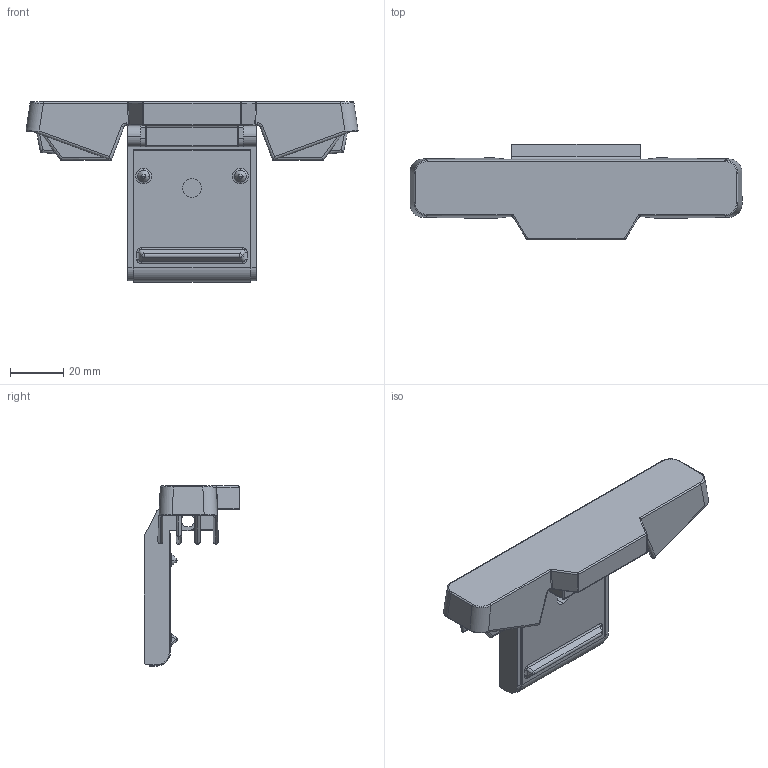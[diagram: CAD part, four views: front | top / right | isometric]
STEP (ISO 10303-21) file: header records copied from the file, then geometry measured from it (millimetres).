
FILE_DESCRIPTION (( 'STEP AP214' ), '1' );
FILE_NAME ('RealSense.STEP', '2017-08-28T05:09:00', ( '' ), ( '' ), 'SwSTEP 2.0', 'SolidWorks 2016', '' );
FILE_SCHEMA (( 'AUTOMOTIVE_DESIGN' ));
Length unit declared in the file: millimetre
Products named in the file (3): RealSense; RealSense Base; RealSense Body
Assembly tree (2 placements, depth 2):
  RealSense
    RealSense Body
    RealSense Base
Bounding box: 125.22 x 36.09 x 68 mm (x, y, z)
Volume: 62843 mm3; surface area: 23171.5 mm2
Topology: 2 solids, 2 shells, 335 faces, 816 edges, 477 vertices
Faces by surface type: cylinder 154, plane 70, bspline 57, torus 34, sphere 16, cone 4
Entity records: 10823 total; most frequent: CARTESIAN_POINT 3492, ORIENTED_EDGE 1594, DIRECTION 1484, EDGE_CURVE 797, AXIS2_PLACEMENT_3D 581, VERTEX_POINT 475, EDGE_LOOP 354, ADVANCED_FACE 335
